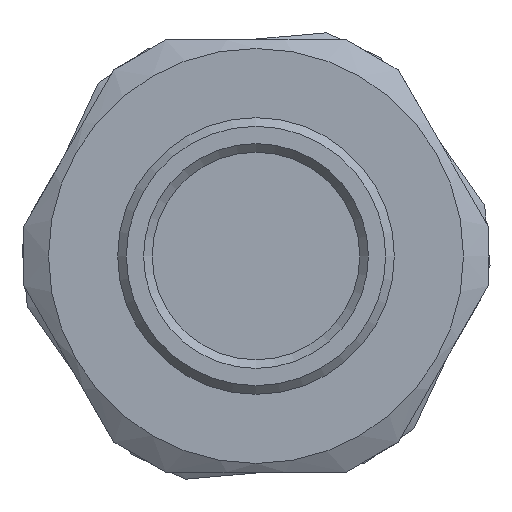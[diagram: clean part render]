
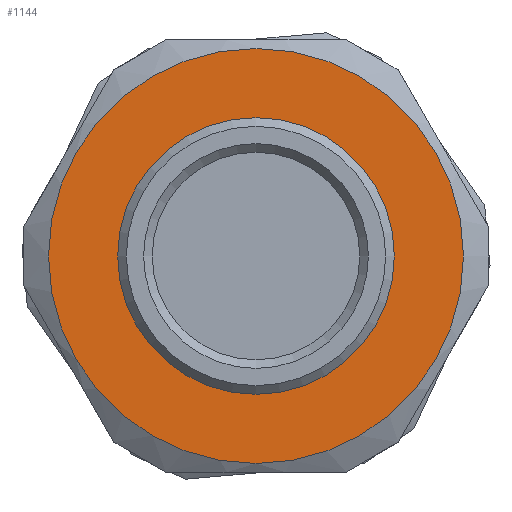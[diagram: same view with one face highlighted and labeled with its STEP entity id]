
A CAD part, front view. The second image highlights one B-rep face of the part: STEP entity #1144.
In plain terms, the highlighted planar face has unit normal (0, -1, 0).
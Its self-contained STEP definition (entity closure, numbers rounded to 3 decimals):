
#96=FACE_BOUND('',#343,.T.);
#270=FACE_OUTER_BOUND('',#342,.T.);
#342=EDGE_LOOP('',(#819));
#343=EDGE_LOOP('',(#820));
#412=CIRCLE('',#1255,7.5);
#413=CIRCLE('',#1257,12.);
#476=VERTEX_POINT('',#1786);
#477=VERTEX_POINT('',#1790);
#610=EDGE_CURVE('',#476,#476,#412,.T.);
#612=EDGE_CURVE('',#477,#477,#413,.T.);
#819=ORIENTED_EDGE('',*,*,#612,.F.);
#820=ORIENTED_EDGE('',*,*,#610,.T.);
#1090=PLANE('',#1256);
#1144=ADVANCED_FACE('',(#270,#96),#1090,.T.);
#1255=AXIS2_PLACEMENT_3D('',#1787,#1427,#1428);
#1256=AXIS2_PLACEMENT_3D('',#1789,#1430,#1431);
#1257=AXIS2_PLACEMENT_3D('',#1791,#1432,#1433);
#1427=DIRECTION('center_axis',(0.,1.,0.));
#1428=DIRECTION('ref_axis',(1.,0.,0.));
#1430=DIRECTION('center_axis',(0.,-1.,0.));
#1431=DIRECTION('ref_axis',(0.,0.,
-1.));
#1432=DIRECTION('center_axis',(0.,1.,0.));
#1433=DIRECTION('ref_axis',(1.,0.,0.));
#1786=CARTESIAN_POINT('',(56.238,-89.478,88.885));
#1787=CARTESIAN_POINT('Origin',(48.738,-89.478,88.885));
#1789=CARTESIAN_POINT('Origin',(36.738,-89.478,88.885));
#1790=CARTESIAN_POINT('',(60.738,-89.478,88.885));
#1791=CARTESIAN_POINT('Origin',(48.738,-89.478,88.885));
